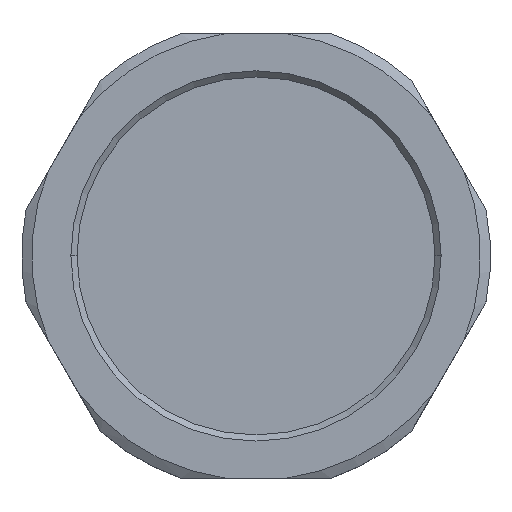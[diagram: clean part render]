
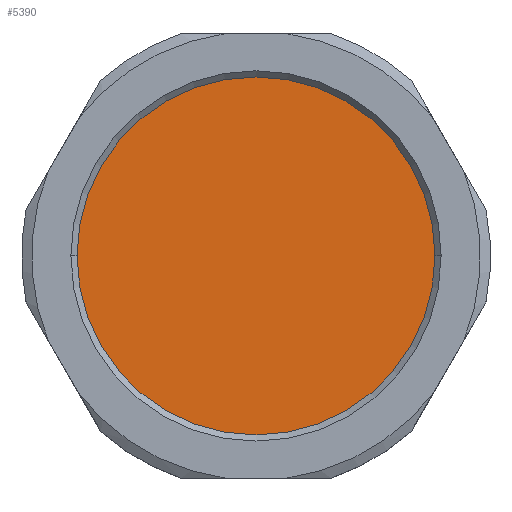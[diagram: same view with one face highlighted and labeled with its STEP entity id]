
A CAD part, top view. The second image highlights one B-rep face of the part: STEP entity #5390.
In plain terms, the highlighted planar face has unit normal (0, 0, 1).
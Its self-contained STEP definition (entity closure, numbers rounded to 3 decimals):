
#5060=CARTESIAN_POINT('',(32.5,50.,29.5));
#5070=VERTEX_POINT('',#5060);
#5100=CARTESIAN_POINT('',(47.,50.,29.5));
#5110=DIRECTION('',(0.,0.,1.));
#5120=DIRECTION('',(1.,0.,0.));
#5130=AXIS2_PLACEMENT_3D('',#5100,#5110,#5120);
#5140=CIRCLE('',#5130,14.5);
#5150=CARTESIAN_POINT('',(61.5,50.,29.5));
#5160=VERTEX_POINT('377581-1179129246-15c55b27c6-0 96152',#5150);
#5170=EDGE_CURVE('377581-1179129246-15c55b27c6-0 92264',#5070,#5160,
#5140,.T.);
#5290=CARTESIAN_POINT('',(54.351,64.457,29.5));
#5300=DIRECTION('',(0.,0.,1.));
#5310=DIRECTION('',(1.,0.,0.));
#5320=AXIS2_PLACEMENT_3D('',#5290,#5300,#5310);
#5330=PLANE('',#5320);
#5340=EDGE_CURVE('377581-1179129246-15c55b27c6-0 92264',#5160,#5070,
#5140,.T.);
#5350=ORIENTED_EDGE('',*,*,#5340,.T.);
#5360=ORIENTED_EDGE('',*,*,#5170,.T.);
#5370=EDGE_LOOP('',(#5360,#5350));
#5380=FACE_OUTER_BOUND('',#5370,.T.);
#5390=ADVANCED_FACE('377581-1179129246-15c55b27c6-0 92059',(#5380),#5330
,.T.);
